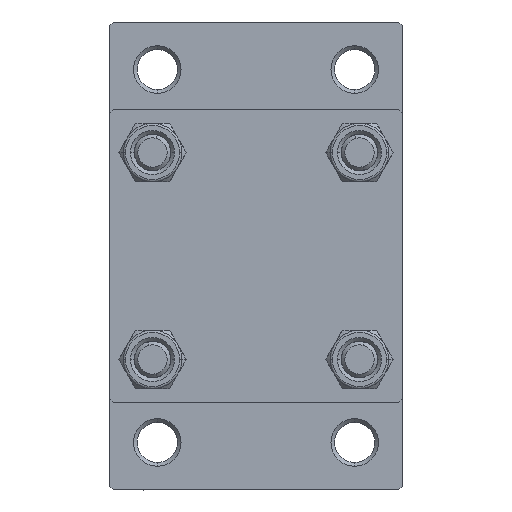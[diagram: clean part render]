
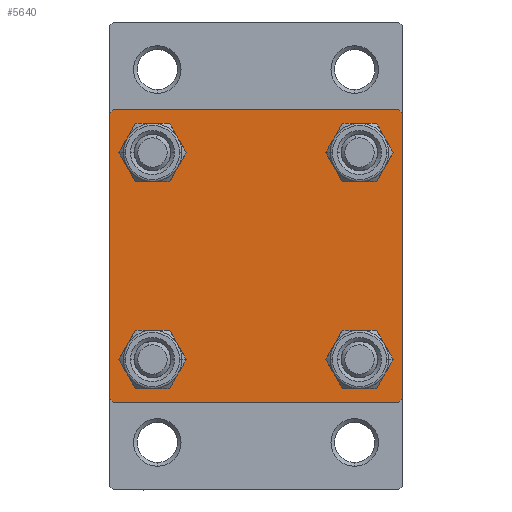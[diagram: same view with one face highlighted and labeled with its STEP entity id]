
A CAD part, left-side view. The second image highlights one B-rep face of the part: STEP entity #5640.
In plain terms, the highlighted planar face has unit normal (-1, 0, 0).
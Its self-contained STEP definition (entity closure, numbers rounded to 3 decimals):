
#8 = FACE_BOUND ( 'NONE', #27081, .T. ) ;
#118 = DIRECTION ( 'NONE',  ( 0., 0., 1. ) ) ;
#266 = DIRECTION ( 'NONE',  ( 1., 0., 0. ) ) ;
#526 = EDGE_CURVE ( 'NONE', #11744, #21169, #11873, .T. ) ;
#893 = DIRECTION ( 'NONE',  ( 0., 0., 1. ) ) ;
#1127 = EDGE_CURVE ( 'NONE', #4089, #32472, #39863, .T. ) ;
#1222 = DIRECTION ( 'NONE',  ( 0., 0., 1. ) ) ;
#1341 = AXIS2_PLACEMENT_3D ( 'NONE', #13301, #5643, #42870 ) ;
#1487 = CARTESIAN_POINT ( 'NONE',  ( 0., 19.5, -20. ) ) ;
#1605 = ORIENTED_EDGE ( 'NONE', *, *, #6779, .T. ) ;
#1686 = EDGE_CURVE ( 'NONE', #38727, #20932, #31840, .T. ) ;
#1769 = LINE ( 'NONE', #46878, #42297 ) ;
#1935 = VECTOR ( 'NONE', #47034, 1000. ) ;
#2648 = ORIENTED_EDGE ( 'NONE', *, *, #1686, .T. ) ;
#2862 = EDGE_CURVE ( 'NONE', #45615, #21169, #36215, .T. ) ;
#2882 = LINE ( 'NONE', #43333, #1935 ) ;
#2936 = VERTEX_POINT ( 'NONE', #21664 ) ;
#3009 = CARTESIAN_POINT ( 'NONE',  ( 0., 20., -19.5 ) ) ;
#3498 = ORIENTED_EDGE ( 'NONE', *, *, #14036, .T. ) ;
#4089 = VERTEX_POINT ( 'NONE', #46466 ) ;
#4167 = ORIENTED_EDGE ( 'NONE', *, *, #526, .T. ) ;
#4171 = FACE_BOUND ( 'NONE', #42166, .T. ) ;
#4196 = EDGE_CURVE ( 'NONE', #2936, #27659, #17788, .T. ) ;
#5278 = AXIS2_PLACEMENT_3D ( 'NONE', #42622, #19951, #5890 ) ;
#5640 = ADVANCED_FACE ( 'NONE', ( #8, #4171, #7149, #19210, #34257 ), #37231, .T. ) ;
#5643 = DIRECTION ( 'NONE',  ( 1., 0., 0. ) ) ;
#5725 = EDGE_CURVE ( 'NONE', #20932, #10126, #24385, .T. ) ;
#5890 = DIRECTION ( 'NONE',  ( 0., 0., 1. ) ) ;
#6574 = LINE ( 'NONE', #25559, #33290 ) ;
#6603 = CARTESIAN_POINT ( 'NONE',  ( 0., 19.75, -19.75 ) ) ;
#6779 = EDGE_CURVE ( 'NONE', #40195, #42243, #47028, .T. ) ;
#7044 = EDGE_CURVE ( 'NONE', #10126, #11744, #1769, .T. ) ;
#7149 = FACE_BOUND ( 'NONE', #7281, .T. ) ;
#7235 = ORIENTED_EDGE ( 'NONE', *, *, #47567, .T. ) ;
#7281 = EDGE_LOOP ( 'NONE', ( #16386, #13936 ) ) ;
#8168 = ORIENTED_EDGE ( 'NONE', *, *, #4196, .T. ) ;
#8292 = DIRECTION ( 'NONE',  ( 1., 0., 0. ) ) ;
#8661 = DIRECTION ( 'NONE',  ( 0., -0.707, 0.707 ) ) ;
#8756 = EDGE_CURVE ( 'NONE', #42243, #40195, #46320, .T. ) ;
#8852 = DIRECTION ( 'NONE',  ( 0., 0., -1. ) ) ;
#9130 = VECTOR ( 'NONE', #8661, 1000. ) ;
#9307 = CARTESIAN_POINT ( 'NONE',  ( 0., 19.5, 20. ) ) ;
#9407 = DIRECTION ( 'NONE',  ( 0., 0., -1. ) ) ;
#10126 = VERTEX_POINT ( 'NONE', #1487 ) ;
#10232 = DIRECTION ( 'NONE',  ( 0., 0.707, -0.707 ) ) ;
#10949 = EDGE_LOOP ( 'NONE', ( #34620, #28961 ) ) ;
#10994 = DIRECTION ( 'NONE',  ( 0., -1., 0. ) ) ;
#11628 = AXIS2_PLACEMENT_3D ( 'NONE', #42059, #8292, #893 ) ;
#11744 = VERTEX_POINT ( 'NONE', #24060 ) ;
#11873 = LINE ( 'NONE', #34318, #9130 ) ;
#12162 = VERTEX_POINT ( 'NONE', #13335 ) ;
#12404 = ORIENTED_EDGE ( 'NONE', *, *, #7044, .T. ) ;
#13301 = CARTESIAN_POINT ( 'NONE',  ( 0., 14.15, 14.15 ) ) ;
#13335 = CARTESIAN_POINT ( 'NONE',  ( 0., 14.15, 11.15 ) ) ;
#13936 = ORIENTED_EDGE ( 'NONE', *, *, #1127, .T. ) ;
#14015 = EDGE_CURVE ( 'NONE', #12162, #19402, #33624, .T. ) ;
#14036 = EDGE_CURVE ( 'NONE', #27659, #2936, #31253, .T. ) ;
#14753 = CARTESIAN_POINT ( 'NONE',  ( 0., -14.15, -14.15 ) ) ;
#15860 = CIRCLE ( 'NONE', #19806, 3. ) ;
#16386 = ORIENTED_EDGE ( 'NONE', *, *, #33348, .T. ) ;
#16584 = ORIENTED_EDGE ( 'NONE', *, *, #48623, .T. ) ;
#16802 = DIRECTION ( 'NONE',  ( 0., -1., 0. ) ) ;
#17019 = AXIS2_PLACEMENT_3D ( 'NONE', #26966, #37585, #45688 ) ;
#17365 = CARTESIAN_POINT ( 'NONE',  ( 0., -14.15, -11.15 ) ) ;
#17788 = CIRCLE ( 'NONE', #17019, 3. ) ;
#18296 = VERTEX_POINT ( 'NONE', #45065 ) ;
#18695 = DIRECTION ( 'NONE',  ( 0., 0., 1. ) ) ;
#19210 = FACE_BOUND ( 'NONE', #10949, .T. ) ;
#19402 = VERTEX_POINT ( 'NONE', #36171 ) ;
#19451 = DIRECTION ( 'NONE',  ( 0., 0., 1. ) ) ;
#19806 = AXIS2_PLACEMENT_3D ( 'NONE', #26197, #22257, #37290 ) ;
#19951 = DIRECTION ( 'NONE',  ( 1., 0., 0. ) ) ;
#20932 = VERTEX_POINT ( 'NONE', #3009 ) ;
#21169 = VERTEX_POINT ( 'NONE', #37600 ) ;
#21664 = CARTESIAN_POINT ( 'NONE',  ( 0., -14.15, 11.15 ) ) ;
#22257 = DIRECTION ( 'NONE',  ( 1., 0., 0. ) ) ;
#22614 = VECTOR ( 'NONE', #43346, 1000. ) ;
#22717 = AXIS2_PLACEMENT_3D ( 'NONE', #14753, #38154, #18695 ) ;
#23428 = CARTESIAN_POINT ( 'NONE',  ( 0., 14.15, -14.15 ) ) ;
#23631 = VERTEX_POINT ( 'NONE', #9307 ) ;
#24060 = CARTESIAN_POINT ( 'NONE',  ( 0., -19.5, -20. ) ) ;
#24385 = LINE ( 'NONE', #6603, #22614 ) ;
#25559 = CARTESIAN_POINT ( 'NONE',  ( 0., 20., 20. ) ) ;
#26197 = CARTESIAN_POINT ( 'NONE',  ( 0., 14.15, 14.15 ) ) ;
#26966 = CARTESIAN_POINT ( 'NONE',  ( 0., -14.15, 14.15 ) ) ;
#27081 = EDGE_LOOP ( 'NONE', ( #3498, #8168 ) ) ;
#27659 = VERTEX_POINT ( 'NONE', #28581 ) ;
#27830 = ORIENTED_EDGE ( 'NONE', *, *, #2862, .F. ) ;
#28581 = CARTESIAN_POINT ( 'NONE',  ( 0., -14.15, 17.15 ) ) ;
#28650 = VECTOR ( 'NONE', #10232, 1000. ) ;
#28791 = EDGE_CURVE ( 'NONE', #19402, #12162, #15860, .T. ) ;
#28961 = ORIENTED_EDGE ( 'NONE', *, *, #14015, .T. ) ;
#28968 = CARTESIAN_POINT ( 'NONE',  ( 0., 19.75, 19.75 ) ) ;
#29949 = DIRECTION ( 'NONE',  ( 1., 0., 0. ) ) ;
#30563 = DIRECTION ( 'NONE',  ( -1., 0., 0. ) ) ;
#31012 = CARTESIAN_POINT ( 'NONE',  ( 0., 20., 19.5 ) ) ;
#31253 = CIRCLE ( 'NONE', #5278, 3. ) ;
#31300 = CARTESIAN_POINT ( 'NONE',  ( 0., -20., 20. ) ) ;
#31669 = CIRCLE ( 'NONE', #39524, 3. ) ;
#31840 = LINE ( 'NONE', #35296, #48435 ) ;
#32472 = VERTEX_POINT ( 'NONE', #42616 ) ;
#33290 = VECTOR ( 'NONE', #10994, 1000. ) ;
#33348 = EDGE_CURVE ( 'NONE', #32472, #4089, #31669, .T. ) ;
#33624 = CIRCLE ( 'NONE', #1341, 3. ) ;
#34257 = FACE_OUTER_BOUND ( 'NONE', #36717, .T. ) ;
#34318 = CARTESIAN_POINT ( 'NONE',  ( 0., -19.75, -19.75 ) ) ;
#34497 = CARTESIAN_POINT ( 'NONE',  ( 0., 0., 0. ) ) ;
#34620 = ORIENTED_EDGE ( 'NONE', *, *, #28791, .T. ) ;
#35279 = EDGE_CURVE ( 'NONE', #23631, #18296, #6574, .T. ) ;
#35296 = CARTESIAN_POINT ( 'NONE',  ( 0., 20., 20. ) ) ;
#36171 = CARTESIAN_POINT ( 'NONE',  ( 0., 14.15, 17.15 ) ) ;
#36215 = LINE ( 'NONE', #31300, #42950 ) ;
#36717 = EDGE_LOOP ( 'NONE', ( #2648, #37113, #12404, #4167, #27830, #16584, #42068, #7235 ) ) ;
#37113 = ORIENTED_EDGE ( 'NONE', *, *, #5725, .T. ) ;
#37231 = PLANE ( 'NONE',  #37576 ) ;
#37290 = DIRECTION ( 'NONE',  ( 0., 0., 1. ) ) ;
#37350 = CARTESIAN_POINT ( 'NONE',  ( 0., 14.15, -14.15 ) ) ;
#37576 = AXIS2_PLACEMENT_3D ( 'NONE', #34497, #30563, #19451 ) ;
#37585 = DIRECTION ( 'NONE',  ( 1., 0., 0. ) ) ;
#37600 = CARTESIAN_POINT ( 'NONE',  ( 0., -20., -19.5 ) ) ;
#38154 = DIRECTION ( 'NONE',  ( 1., 0., 0. ) ) ;
#38727 = VERTEX_POINT ( 'NONE', #31012 ) ;
#38863 = CARTESIAN_POINT ( 'NONE',  ( 0., -14.15, -17.15 ) ) ;
#39524 = AXIS2_PLACEMENT_3D ( 'NONE', #23428, #266, #1222 ) ;
#39863 = CIRCLE ( 'NONE', #42209, 3. ) ;
#40195 = VERTEX_POINT ( 'NONE', #38863 ) ;
#40719 = CARTESIAN_POINT ( 'NONE',  ( 0., -20., 19.5 ) ) ;
#42059 = CARTESIAN_POINT ( 'NONE',  ( 0., -14.15, -14.15 ) ) ;
#42068 = ORIENTED_EDGE ( 'NONE', *, *, #35279, .F. ) ;
#42166 = EDGE_LOOP ( 'NONE', ( #47107, #1605 ) ) ;
#42209 = AXIS2_PLACEMENT_3D ( 'NONE', #37350, #29949, #118 ) ;
#42243 = VERTEX_POINT ( 'NONE', #17365 ) ;
#42297 = VECTOR ( 'NONE', #16802, 1000. ) ;
#42616 = CARTESIAN_POINT ( 'NONE',  ( 0., 14.15, -11.15 ) ) ;
#42622 = CARTESIAN_POINT ( 'NONE',  ( 0., -14.15, 14.15 ) ) ;
#42870 = DIRECTION ( 'NONE',  ( 0., 0., 1. ) ) ;
#42950 = VECTOR ( 'NONE', #8852, 1000. ) ;
#43333 = CARTESIAN_POINT ( 'NONE',  ( 0., -19.75, 19.75 ) ) ;
#43346 = DIRECTION ( 'NONE',  ( 0., -0.707, -0.707 ) ) ;
#45065 = CARTESIAN_POINT ( 'NONE',  ( 0., -19.5, 20. ) ) ;
#45615 = VERTEX_POINT ( 'NONE', #40719 ) ;
#45688 = DIRECTION ( 'NONE',  ( 0., 0., 1. ) ) ;
#46320 = CIRCLE ( 'NONE', #22717, 3. ) ;
#46466 = CARTESIAN_POINT ( 'NONE',  ( 0., 14.15, -17.15 ) ) ;
#46878 = CARTESIAN_POINT ( 'NONE',  ( 0., 20., -20. ) ) ;
#47028 = CIRCLE ( 'NONE', #11628, 3. ) ;
#47034 = DIRECTION ( 'NONE',  ( 0., 0.707, 0.707 ) ) ;
#47107 = ORIENTED_EDGE ( 'NONE', *, *, #8756, .T. ) ;
#47459 = LINE ( 'NONE', #28968, #28650 ) ;
#47567 = EDGE_CURVE ( 'NONE', #23631, #38727, #47459, .T. ) ;
#48435 = VECTOR ( 'NONE', #9407, 1000. ) ;
#48623 = EDGE_CURVE ( 'NONE', #45615, #18296, #2882, .T. ) ;
